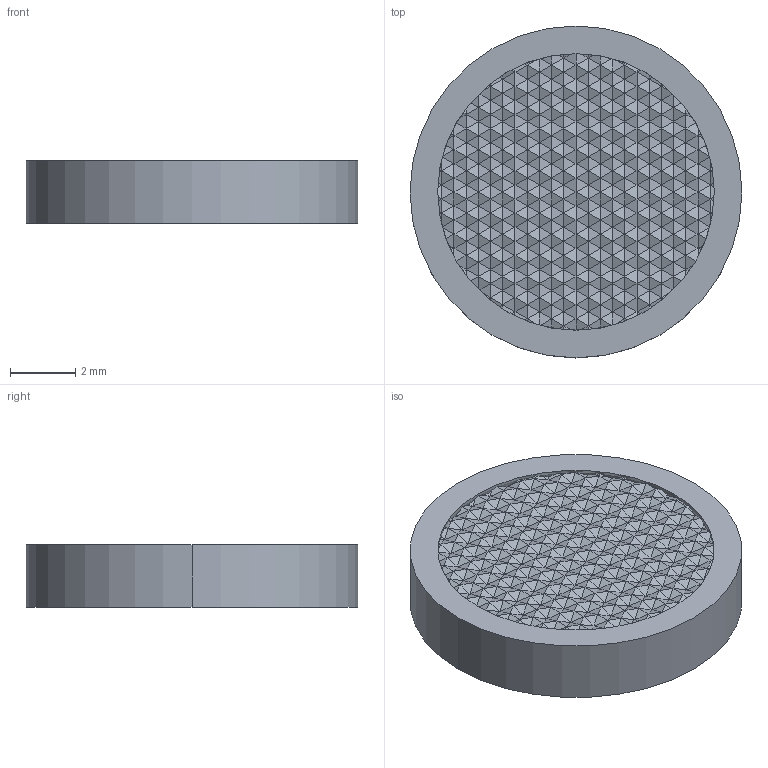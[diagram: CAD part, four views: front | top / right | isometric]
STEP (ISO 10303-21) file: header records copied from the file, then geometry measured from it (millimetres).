
FILE_DESCRIPTION(('Creo Elements/Direct Modeling STEP Export'),'2;1');
FILE_NAME('EM110-40.stp','2017-08-30T12:29:14',('Palle Edslev '),('EDSLEV A/S'),'Creo Elements/Direct Modeling STEP processor for AP214 (Solid Model)','Creo Elements/Direct Modeling 18.1H 24-Oct-2015 (C) Parametric Technology GmbH','');
FILE_SCHEMA(('AUTOMOTIVE_DESIGN { 1 0 10303 214 1 1 1 1 }'));
Length unit declared in the file: millimetre
Products named in the file (2): EM110-40
Assembly tree (1 placements, depth 2):
  EM110-40
    EM110-40
Bounding box: 10.2 x 10.2 x 1.94 mm (x, y, z)
Volume: 147.3 mm3; surface area: 234.4 mm2
Topology: 1 solids, 1 shells, 777 faces, 1272 edges, 499 vertices
Faces by surface type: plane 771, cylinder 6
Entity records: 16290 total; most frequent: DIRECTION 2966, ORIENTED_EDGE 2544, CARTESIAN_POINT 2543, EDGE_CURVE 1272, VECTOR 1122, LINE 1122, AXIS2_PLACEMENT_3D 922, EDGE_LOOP 779
